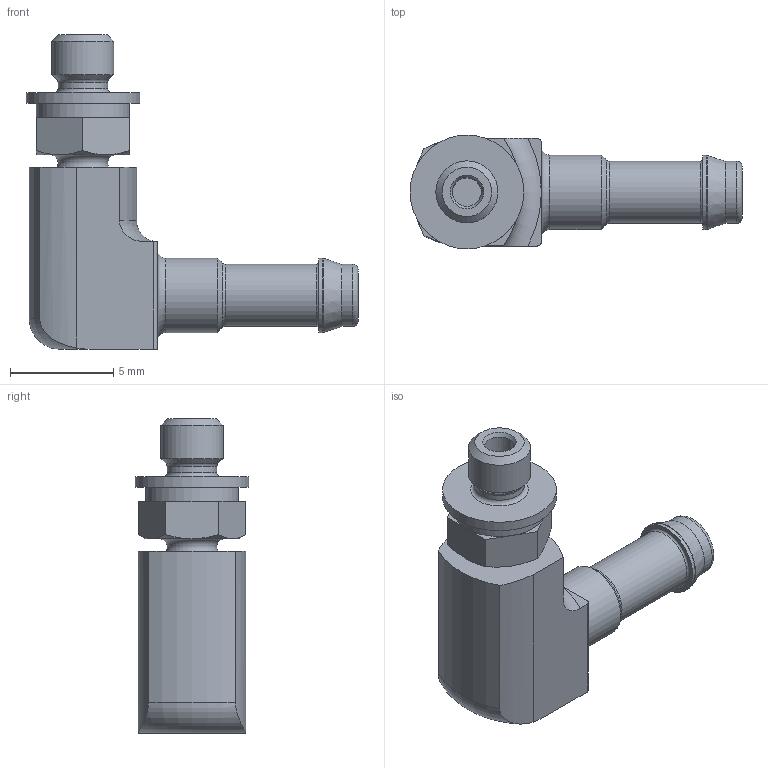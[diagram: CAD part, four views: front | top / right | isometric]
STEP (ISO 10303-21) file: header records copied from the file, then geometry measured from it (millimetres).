
FILE_DESCRIPTION(/* description */ ('STEP AP214'),/* implementation_level */ '2;1');
FILE_NAME(/* name */ '30982_LCN-M3-PK-3',/* time_stamp */ '2024-08-29T20:46:33+02:00',/* author */ ('License CC BY-ND 4.0'),/* organization */ ('CADENAS'),/* preprocessor_version */ 'ST-DEVELOPER v19.3',/* originating_system */ 'PARTsolutions',/* authorisation */ ' ');
FILE_SCHEMA (('AUTOMOTIVE_DESIGN {1 0 10303 214 3 1 1}'));
Length unit declared in the file: millimetre
Products named in the file (1): 30982 LCN-M3-PK-3
Bounding box: 16.05 x 5.5 x 15.2 mm (x, y, z)
Volume: 334.6 mm3; surface area: 580.8 mm2
Topology: 1 solids, 1 shells, 65 faces, 142 edges, 85 vertices
Faces by surface type: plane 28, cylinder 16, cone 11, torus 10
Full cylindrical faces by diameter (mm): 1.4 x1, 2 x1, 2.387 x1, 3 x3, 3.6 x2, 4.5 x1, 5.5 x1
Entity records: 1679 total; most frequent: CARTESIAN_POINT 335, DIRECTION 283, ORIENTED_EDGE 230, AXIS2_PLACEMENT_3D 122, EDGE_CURVE 115, EDGE_LOOP 97, FACE_BOUND 97, VERTEX_POINT 82
